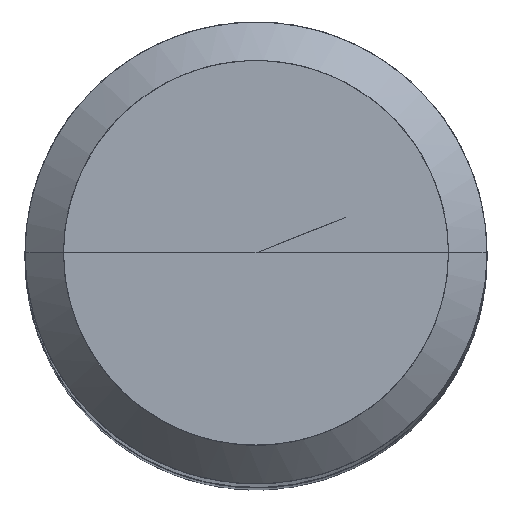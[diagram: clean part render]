
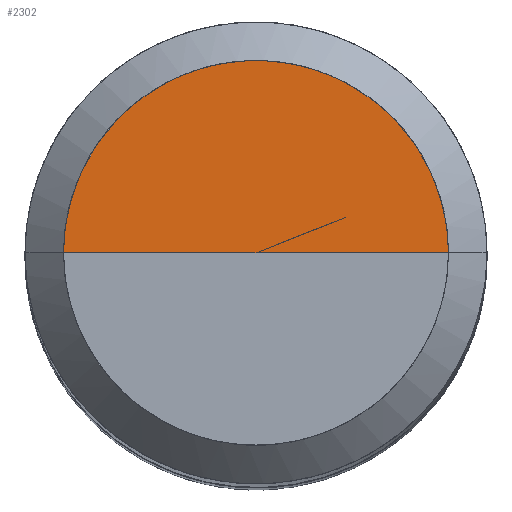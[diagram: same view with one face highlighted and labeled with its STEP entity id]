
A CAD part, top view. The second image highlights one B-rep face of the part: STEP entity #2302.
In plain terms, the highlighted free-form (B-spline) face has degree [1, 2] with [2, 5] control points.
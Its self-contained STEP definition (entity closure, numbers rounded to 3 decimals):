
#1971=CARTESIAN_POINT('',(5.0,0.0,47.0));
#1972=CARTESIAN_POINT('',(5.0,5.0,47.0));
#1973=CARTESIAN_POINT('',(0.0,5.0,47.0));
#1974=CARTESIAN_POINT('',(-5.0,5.0,47.0));
#1975=CARTESIAN_POINT('',(-5.0,0.0,47.0));
#1976=CARTESIAN_POINT('',(0.0,0.0,47.0));
#2287=(
BOUNDED_SURFACE()
B_SPLINE_SURFACE(1,2,(
(#1971,#1972,#1973,#1974,#1975),
(#1976,#1976,#1976,#1976,#1976)
), .UNSPECIFIED.,.F.,.F.,.F.)
B_SPLINE_SURFACE_WITH_KNOTS((2,2),(3,2,3),(
0.0,1.0),(
0.0,0.5,1.0), .UNSPECIFIED.)
GEOMETRIC_REPRESENTATION_ITEM()
RATIONAL_B_SPLINE_SURFACE(((1.0,0.707,1.0,0.707,1.0),
(1.0,0.707,1.0,0.707,1.0)
))
REPRESENTATION_ITEM('')
SURFACE()
);
#2288=(
BOUNDED_CURVE()
B_SPLINE_CURVE(2,(#1975,#1974,#1973,#1972,#1971),.UNSPECIFIED.,.F.,.F.)
B_SPLINE_CURVE_WITH_KNOTS((3,2,3),
(0.0,0.5,1.0),.UNSPECIFIED.)
CURVE()
GEOMETRIC_REPRESENTATION_ITEM()
RATIONAL_B_SPLINE_CURVE((1.0,0.707,1.0,0.707,1.0))
REPRESENTATION_ITEM('')
);
#2289=(
BOUNDED_CURVE()
B_SPLINE_CURVE(1,(#1971,#1976),.UNSPECIFIED.,.F.,.F.)
B_SPLINE_CURVE_WITH_KNOTS((2,2),
(0.0,1.0),.UNSPECIFIED.)
CURVE()
GEOMETRIC_REPRESENTATION_ITEM()
RATIONAL_B_SPLINE_CURVE((1.0,1.0))
REPRESENTATION_ITEM('')
);
#2290=(
BOUNDED_CURVE()
B_SPLINE_CURVE(1,(#1976,#1975),.UNSPECIFIED.,.F.,.F.)
B_SPLINE_CURVE_WITH_KNOTS((2,2),
(0.0,1.0),.UNSPECIFIED.)
CURVE()
GEOMETRIC_REPRESENTATION_ITEM()
RATIONAL_B_SPLINE_CURVE((1.0,1.0))
REPRESENTATION_ITEM('')
);
#2291=VERTEX_POINT('',#1971);
#2292=VERTEX_POINT('',#1975);
#2293=VERTEX_POINT('',#1976);
#2294=EDGE_CURVE('',#2292,#2291,#2288,.T.);
#2295=EDGE_CURVE('',#2291,#2293,#2289,.T.);
#2296=EDGE_CURVE('',#2293,#2292,#2290,.T.);
#2297=ORIENTED_EDGE('',*,*,#2294,.T.);
#2298=ORIENTED_EDGE('',*,*,#2295,.T.);
#2299=ORIENTED_EDGE('',*,*,#2296,.T.);
#2300=EDGE_LOOP('',(#2297,#2298,#2299));
#2301=FACE_OUTER_BOUND('',#2300,.T.);
#2302=ADVANCED_FACE('',(#2301),#2287,.T.);
